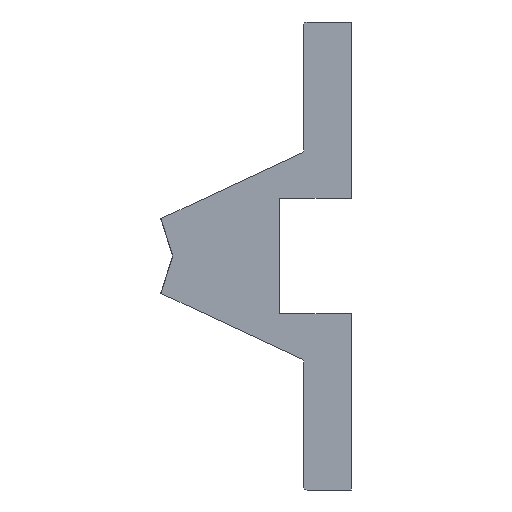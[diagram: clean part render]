
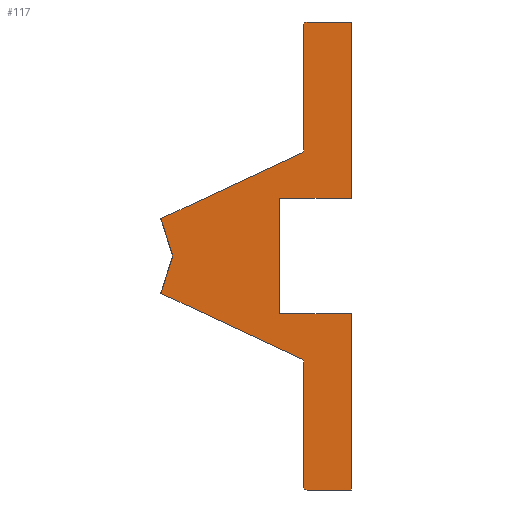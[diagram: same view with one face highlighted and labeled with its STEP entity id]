
A CAD part, left-side view. The second image highlights one B-rep face of the part: STEP entity #117.
In plain terms, the highlighted planar face has unit normal (-1, 0, 0).
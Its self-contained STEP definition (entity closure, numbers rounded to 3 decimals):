
#117 = ADVANCED_FACE( '', ( #218 ), #219, .F. );
#218 = FACE_OUTER_BOUND( '', #319, .T. );
#219 = PLANE( '', #320 );
#319 = EDGE_LOOP( '', ( #670, #671, #672, #673, #674, #675, #676, #677, #678, #679, #680, #681, #682, #683, #684, #685, #686 ) );
#320 = AXIS2_PLACEMENT_3D( '', #687, #688, #689 );
#670 = ORIENTED_EDGE( '', *, *, #809, .F. );
#671 = ORIENTED_EDGE( '', *, *, #766, .F. );
#672 = ORIENTED_EDGE( '', *, *, #770, .F. );
#673 = ORIENTED_EDGE( '', *, *, #773, .F. );
#674 = ORIENTED_EDGE( '', *, *, #776, .F. );
#675 = ORIENTED_EDGE( '', *, *, #779, .F. );
#676 = ORIENTED_EDGE( '', *, *, #780, .F. );
#677 = ORIENTED_EDGE( '', *, *, #762, .F. );
#678 = ORIENTED_EDGE( '', *, *, #783, .F. );
#679 = ORIENTED_EDGE( '', *, *, #786, .F. );
#680 = ORIENTED_EDGE( '', *, *, #789, .F. );
#681 = ORIENTED_EDGE( '', *, *, #792, .F. );
#682 = ORIENTED_EDGE( '', *, *, #795, .F. );
#683 = ORIENTED_EDGE( '', *, *, #798, .F. );
#684 = ORIENTED_EDGE( '', *, *, #801, .F. );
#685 = ORIENTED_EDGE( '', *, *, #804, .F. );
#686 = ORIENTED_EDGE( '', *, *, #807, .F. );
#687 = CARTESIAN_POINT( '', ( 0., 0., 0. ) );
#688 = DIRECTION( '', ( 1., 0., 0. ) );
#689 = DIRECTION( '', ( 0., 0., -1. ) );
#762 = EDGE_CURVE( '', #926, #928, #929, .T. );
#766 = EDGE_CURVE( '', #934, #936, #937, .T. );
#770 = EDGE_CURVE( '', #941, #934, #943, .T. );
#773 = EDGE_CURVE( '', #946, #941, #948, .T. );
#776 = EDGE_CURVE( '', #951, #946, #953, .T. );
#779 = EDGE_CURVE( '', #955, #951, #957, .T. );
#780 = EDGE_CURVE( '', #928, #955, #958, .T. );
#783 = EDGE_CURVE( '', #961, #926, #963, .T. );
#786 = EDGE_CURVE( '', #966, #961, #968, .T. );
#789 = EDGE_CURVE( '', #971, #966, #973, .T. );
#792 = EDGE_CURVE( '', #976, #971, #978, .T. );
#795 = EDGE_CURVE( '', #981, #976, #983, .T. );
#798 = EDGE_CURVE( '', #986, #981, #988, .T. );
#801 = EDGE_CURVE( '', #991, #986, #993, .T. );
#804 = EDGE_CURVE( '', #996, #991, #998, .T. );
#807 = EDGE_CURVE( '', #1001, #996, #1003, .T. );
#809 = EDGE_CURVE( '', #936, #1001, #1005, .T. );
#926 = VERTEX_POINT( '', #1151 );
#928 = VERTEX_POINT( '', #1154 );
#929 = LINE( '', #1155, #1156 );
#934 = VERTEX_POINT( '', #1163 );
#936 = VERTEX_POINT( '', #1166 );
#937 = LINE( '', #1167, #1168 );
#941 = VERTEX_POINT( '', #1173 );
#943 = CIRCLE( '', #1176, 0.5 );
#946 = VERTEX_POINT( '', #1180 );
#948 = LINE( '', #1183, #1184 );
#951 = VERTEX_POINT( '', #1187 );
#953 = CIRCLE( '', #1190, 0.5 );
#955 = VERTEX_POINT( '', #1193 );
#957 = LINE( '', #1196, #1197 );
#958 = LINE( '', #1198, #1199 );
#961 = VERTEX_POINT( '', #1203 );
#963 = LINE( '', #1206, #1207 );
#966 = VERTEX_POINT( '', #1210 );
#968 = CIRCLE( '', #1213, 0.5 );
#971 = VERTEX_POINT( '', #1217 );
#973 = LINE( '', #1220, #1221 );
#976 = VERTEX_POINT( '', #1224 );
#978 = CIRCLE( '', #1227, 0.5 );
#981 = VERTEX_POINT( '', #1231 );
#983 = LINE( '', #1234, #1235 );
#986 = VERTEX_POINT( '', #1239 );
#988 = LINE( '', #1242, #1243 );
#991 = VERTEX_POINT( '', #1247 );
#993 = LINE( '', #1250, #1251 );
#996 = VERTEX_POINT( '', #1255 );
#998 = LINE( '', #1258, #1259 );
#1001 = VERTEX_POINT( '', #1263 );
#1003 = LINE( '', #1266, #1267 );
#1005 = LINE( '', #1270, #1271 );
#1151 = CARTESIAN_POINT( '', ( 0., 28.045, -5.5 ) );
#1154 = CARTESIAN_POINT( '', ( 0., 26.311, 0. ) );
#1155 = CARTESIAN_POINT( '', ( 0., 28.045, -5.5 ) );
#1156 = VECTOR( '', #1428, 1. );
#1163 = CARTESIAN_POINT( '', ( 0., 6.5, 34.5 ) );
#1166 = CARTESIAN_POINT( '', ( 0., 0., 34.5 ) );
#1167 = CARTESIAN_POINT( '', ( 0., 6.5, 34.5 ) );
#1168 = VECTOR( '', #1432, 1. );
#1173 = CARTESIAN_POINT( '', ( 0., 7., 34. ) );
#1176 = AXIS2_PLACEMENT_3D( '', #1438, #1439, #1440 );
#1180 = CARTESIAN_POINT( '', ( 0., 7., 15.632 ) );
#1183 = CARTESIAN_POINT( '', ( 0., 7., 15.632 ) );
#1184 = VECTOR( '', #1443, 1. );
#1187 = CARTESIAN_POINT( '', ( 0., 7.289, 15.179 ) );
#1190 = AXIS2_PLACEMENT_3D( '', #1448, #1449, #1450 );
#1193 = CARTESIAN_POINT( '', ( 0., 28.045, 5.5 ) );
#1196 = CARTESIAN_POINT( '', ( 0., 28.045, 5.5 ) );
#1197 = VECTOR( '', #1453, 1. );
#1198 = CARTESIAN_POINT( '', ( 0., 26.311, 0. ) );
#1199 = VECTOR( '', #1454, 1. );
#1203 = CARTESIAN_POINT( '', ( 0., 7.289, -15.179 ) );
#1206 = CARTESIAN_POINT( '', ( 0., 7.289, -15.179 ) );
#1207 = VECTOR( '', #1457, 1. );
#1210 = CARTESIAN_POINT( '', ( 0., 7., -15.632 ) );
#1213 = AXIS2_PLACEMENT_3D( '', #1462, #1463, #1464 );
#1217 = CARTESIAN_POINT( '', ( 0., 7., -34. ) );
#1220 = CARTESIAN_POINT( '', ( 0., 7., -34. ) );
#1221 = VECTOR( '', #1467, 1. );
#1224 = CARTESIAN_POINT( '', ( 0., 6.5, -34.5 ) );
#1227 = AXIS2_PLACEMENT_3D( '', #1472, #1473, #1474 );
#1231 = CARTESIAN_POINT( '', ( 0., 0., -34.5 ) );
#1234 = CARTESIAN_POINT( '', ( 0., 0., -34.5 ) );
#1235 = VECTOR( '', #1477, 1. );
#1239 = CARTESIAN_POINT( '', ( 0., 0., -8.5 ) );
#1242 = CARTESIAN_POINT( '', ( 0., 0., -8.5 ) );
#1243 = VECTOR( '', #1480, 1. );
#1247 = CARTESIAN_POINT( '', ( 0., 10.5, -8.5 ) );
#1250 = CARTESIAN_POINT( '', ( 0., 10.5, -8.5 ) );
#1251 = VECTOR( '', #1483, 1. );
#1255 = CARTESIAN_POINT( '', ( 0., 10.5, 8.5 ) );
#1258 = CARTESIAN_POINT( '', ( 0., 10.5, 8.5 ) );
#1259 = VECTOR( '', #1486, 1. );
#1263 = CARTESIAN_POINT( '', ( 0., 0., 8.5 ) );
#1266 = CARTESIAN_POINT( '', ( 0., 0., 8.5 ) );
#1267 = VECTOR( '', #1489, 1. );
#1270 = CARTESIAN_POINT( '', ( 0., 0., 34.5 ) );
#1271 = VECTOR( '', #1491, 1. );
#1428 = DIRECTION( '', ( 0., -0.301, 0.954 ) );
#1432 = DIRECTION( '', ( 0., -1., 0. ) );
#1438 = CARTESIAN_POINT( '', ( 0., 6.5, 34. ) );
#1439 = DIRECTION( '', ( 1., 0., 0. ) );
#1440 = DIRECTION( '', ( 0., 1., 0. ) );
#1443 = DIRECTION( '', ( 0., 0., 1. ) );
#1448 = CARTESIAN_POINT( '', ( 0., 7.5, 15.632 ) );
#1449 = DIRECTION( '', ( -1., 0., 0. ) );
#1450 = DIRECTION( '', ( 0., -0.423, -0.906 ) );
#1453 = DIRECTION( '', ( 0., -0.906, 0.423 ) );
#1454 = DIRECTION( '', ( 0., 0.301, 0.954 ) );
#1457 = DIRECTION( '', ( 0., 0.906, 0.423 ) );
#1462 = CARTESIAN_POINT( '', ( 0., 7.5, -15.632 ) );
#1463 = DIRECTION( '', ( -1., 0., 0. ) );
#1464 = DIRECTION( '', ( 0., -1., 0. ) );
#1467 = DIRECTION( '', ( 0., 0., 1. ) );
#1472 = CARTESIAN_POINT( '', ( 0., 6.5, -34. ) );
#1473 = DIRECTION( '', ( 1., 0., 0. ) );
#1474 = DIRECTION( '', ( 0., 0., -1. ) );
#1477 = DIRECTION( '', ( 0., 1., 0. ) );
#1480 = DIRECTION( '', ( 0., 0., -1. ) );
#1483 = DIRECTION( '', ( 0., -1., 0. ) );
#1486 = DIRECTION( '', ( 0., 0., -1. ) );
#1489 = DIRECTION( '', ( 0., 1., 0. ) );
#1491 = DIRECTION( '', ( 0., 0., -1. ) );
